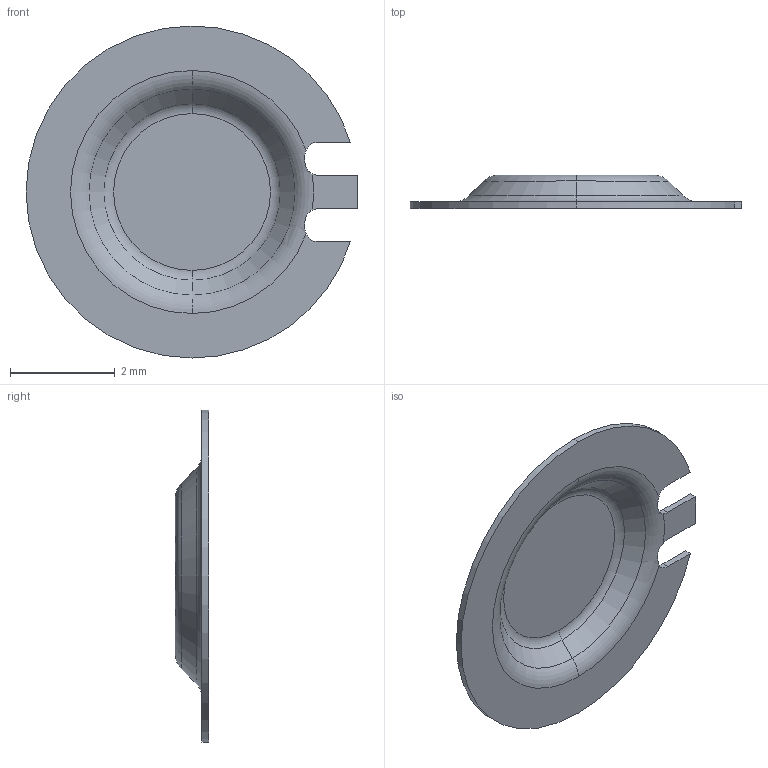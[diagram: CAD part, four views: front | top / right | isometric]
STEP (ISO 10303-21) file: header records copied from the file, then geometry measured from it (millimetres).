
FILE_DESCRIPTION (( 'STEP AP203' ), '1' );
FILE_NAME ('NNP-DWG-140-014-000 Electrode, EPI, Disk.STEP', '2024-06-28T19:43:23', ( '' ), ( '' ), 'SwSTEP 2.0', 'SolidWorks 2024', '' );
FILE_SCHEMA (( 'CONFIG_CONTROL_DESIGN' ));
Length unit declared in the file: inch
Products named in the file (1): NNP-DWG-140-014-000 Electrode, EPI, Disk
Bounding box: 6.35 x 0.64 x 6.35 mm (x, y, z)
Volume: 3.9 mm3; surface area: 68.3 mm2
Topology: 1 solids, 1 shells, 32 faces, 82 edges, 52 vertices
Faces by surface type: plane 12, torus 8, cylinder 8, cone 4
Entity records: 1093 total; most frequent: CARTESIAN_POINT 219, DIRECTION 180, ORIENTED_EDGE 164, EDGE_CURVE 82, AXIS2_PLACEMENT_3D 77, VERTEX_POINT 52, CIRCLE 44, FACE_OUTER_BOUND 32
